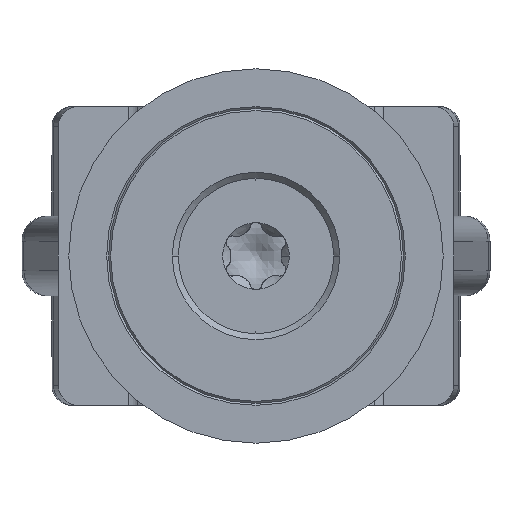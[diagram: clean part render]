
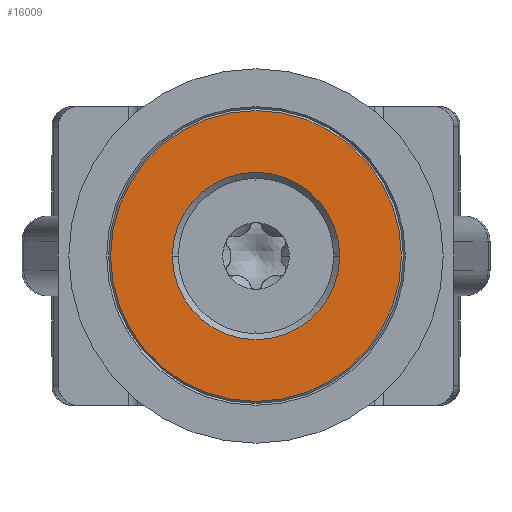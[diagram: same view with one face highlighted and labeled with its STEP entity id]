
A CAD part, front view. The second image highlights one B-rep face of the part: STEP entity #16009.
In plain terms, the highlighted face is planar.
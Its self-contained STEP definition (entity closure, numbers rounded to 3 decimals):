
#15788=CARTESIAN_POINT('',(0.,0.,0.));
#15789=DIRECTION('',(0.,0.,1.));
#15790=DIRECTION('',(-1.,0.,0.));
#15791=AXIS2_PLACEMENT_3D('',#15788,#15789,#15790);
#15797=CARTESIAN_POINT('',(0.,0.,0.));
#15798=DIRECTION('',(0.,0.,-1.));
#15799=DIRECTION('',(-1.,0.,0.));
#15800=AXIS2_PLACEMENT_3D('',#15797,#15798,#15799);
#15806=CARTESIAN_POINT('',(0.,0.,0.));
#15807=DIRECTION('',(0.,0.,1.));
#15808=DIRECTION('',(-1.,0.,0.));
#15809=AXIS2_PLACEMENT_3D('',#15806,#15807,#15808);
#15811=CARTESIAN_POINT('',(0.,0.,0.));
#15812=DIRECTION('',(0.,0.,-1.));
#15813=DIRECTION('',(-1.,0.,0.));
#15814=AXIS2_PLACEMENT_3D('',#15811,#15812,#15813);
#15928=CARTESIAN_POINT('',(-7.3,0.,0.));
#15930=VERTEX_POINT('',#15928);
#15944=CARTESIAN_POINT('',(-4.2,0.,0.));
#15945=VERTEX_POINT('',#15944);
#15946=CARTESIAN_POINT('',(7.3,0.,0.));
#15948=VERTEX_POINT('',#15946);
#15962=CARTESIAN_POINT('',(4.2,0.,0.));
#15963=VERTEX_POINT('',#15962);
#15994=CARTESIAN_POINT('',(0.,0.,0.));
#15995=DIRECTION('',(0.,0.,1.));
#15996=DIRECTION('',(-1.,0.,0.));
#15997=AXIS2_PLACEMENT_3D('',#15994,#15995,#15996);
#15998=PLANE('',#15997);
#15999=ORIENTED_EDGE('',*,*,#15986,.F.);
#16000=ORIENTED_EDGE('',*,*,#15975,.T.);
#16001=EDGE_LOOP('',(#15999,#16000));
#16002=FACE_OUTER_BOUND('',#16001,.F.);
#16004=ORIENTED_EDGE('',*,*,#16003,.F.);
#16006=ORIENTED_EDGE('',*,*,#16005,.T.);
#16007=EDGE_LOOP('',(#16004,#16006));
#16008=FACE_BOUND('',#16007,.F.);
#16009=ADVANCED_FACE('',(#16002,#16008),#15998,.F.);
#15792=CIRCLE('',#15791,7.3);
#15801=CIRCLE('',#15800,7.3);
#15810=CIRCLE('',#15809,4.2);
#15815=CIRCLE('',#15814,4.2);
#15975=EDGE_CURVE('',#15930,#15948,#15792,.T.);
#15986=EDGE_CURVE('',#15930,#15948,#15801,.T.);
#16003=EDGE_CURVE('',#15945,#15963,#15810,.T.);
#16005=EDGE_CURVE('',#15945,#15963,#15815,.T.);
